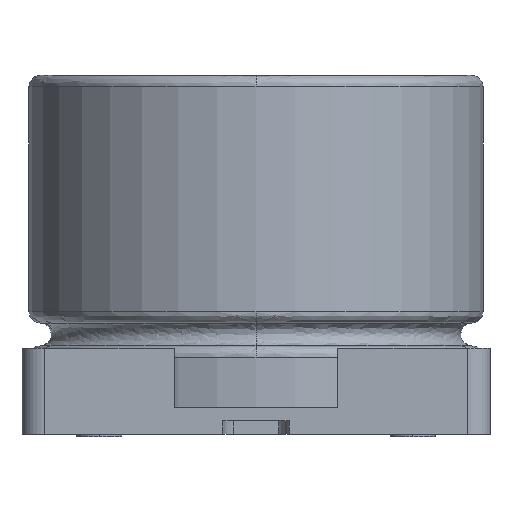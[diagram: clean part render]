
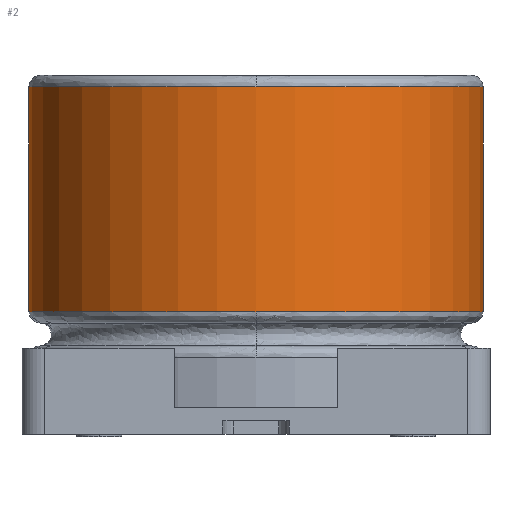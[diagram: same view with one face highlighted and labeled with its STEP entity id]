
A CAD part, left-side view. The second image highlights one B-rep face of the part: STEP entity #2.
In plain terms, the highlighted cylindrical face has radius 5 mm (diameter 10 mm), a partial arc.
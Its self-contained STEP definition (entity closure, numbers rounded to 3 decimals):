
#2 = ADVANCED_FACE ( 'NONE', ( #549 ), #1523, .T. ) ;
#14 = EDGE_CURVE ( 'NONE', #730, #1853, #2313, .T. ) ;
#203 = CARTESIAN_POINT ( 'NONE',  ( -5., 0., 2.7 ) ) ;
#215 = CARTESIAN_POINT ( 'NONE',  ( 0., -5., 7.65 ) ) ;
#266 = DIRECTION ( 'NONE',  ( 0., 1., 0. ) ) ;
#324 = ORIENTED_EDGE ( 'NONE', *, *, #3051, .T. ) ;
#344 = EDGE_CURVE ( 'NONE', #730, #3760, #2497, .T. ) ;
#517 = CIRCLE ( 'NONE', #2406, 5. ) ;
#529 = CARTESIAN_POINT ( 'NONE',  ( 0., 0., 7.65 ) ) ;
#549 = FACE_OUTER_BOUND ( 'NONE', #2750, .T. ) ;
#663 = CARTESIAN_POINT ( 'NONE',  ( 0., 5., 7.65 ) ) ;
#730 = VERTEX_POINT ( 'NONE', #215 ) ;
#772 = DIRECTION ( 'NONE',  ( 0., 0., -1. ) ) ;
#828 = DIRECTION ( 'NONE',  ( 0., 0., -1. ) ) ;
#833 = VECTOR ( 'NONE', #3620, 1000. ) ;
#844 = EDGE_CURVE ( 'NONE', #1840, #3659, #517, .T. ) ;
#848 = DIRECTION ( 'NONE',  ( 0., 0., 1. ) ) ;
#912 = AXIS2_PLACEMENT_3D ( 'NONE', #2525, #772, #2826 ) ;
#924 = AXIS2_PLACEMENT_3D ( 'NONE', #529, #828, #2931 ) ;
#1017 = ORIENTED_EDGE ( 'NONE', *, *, #1847, .T. ) ;
#1069 = DIRECTION ( 'NONE',  ( 0., 0., 1. ) ) ;
#1199 = CARTESIAN_POINT ( 'NONE',  ( 0., 5., 5.175 ) ) ;
#1266 = DIRECTION ( 'NONE',  ( 0., 0., -1. ) ) ;
#1460 = CARTESIAN_POINT ( 'NONE',  ( 0., -5., 2.7 ) ) ;
#1501 = VERTEX_POINT ( 'NONE', #663 ) ;
#1523 = CYLINDRICAL_SURFACE ( 'NONE', #3736, 5. ) ;
#1568 = CARTESIAN_POINT ( 'NONE',  ( 0., 0., 5.175 ) ) ;
#1756 = CARTESIAN_POINT ( 'NONE',  ( 0., 0., 2.7 ) ) ;
#1777 = LINE ( 'NONE', #1199, #2467 ) ;
#1840 = VERTEX_POINT ( 'NONE', #3276 ) ;
#1847 = EDGE_CURVE ( 'NONE', #1501, #1840, #1777, .T. ) ;
#1853 = VERTEX_POINT ( 'NONE', #1460 ) ;
#1912 = CIRCLE ( 'NONE', #2509, 5. ) ;
#2017 = ORIENTED_EDGE ( 'NONE', *, *, #344, .T. ) ;
#2118 = CIRCLE ( 'NONE', #912, 5. ) ;
#2300 = ORIENTED_EDGE ( 'NONE', *, *, #844, .T. ) ;
#2313 = LINE ( 'NONE', #3357, #833 ) ;
#2335 = DIRECTION ( 'NONE',  ( 0., 0., -1. ) ) ;
#2406 = AXIS2_PLACEMENT_3D ( 'NONE', #1756, #848, #3269 ) ;
#2467 = VECTOR ( 'NONE', #2335, 1000. ) ;
#2497 = CIRCLE ( 'NONE', #924, 5. ) ;
#2509 = AXIS2_PLACEMENT_3D ( 'NONE', #2840, #1069, #3156 ) ;
#2525 = CARTESIAN_POINT ( 'NONE',  ( 0., 0., 7.65 ) ) ;
#2724 = ORIENTED_EDGE ( 'NONE', *, *, #14, .F. ) ;
#2750 = EDGE_LOOP ( 'NONE', ( #2724, #2017, #3202, #1017, #2300, #324 ) ) ;
#2826 = DIRECTION ( 'NONE',  ( 0., 1., 0. ) ) ;
#2840 = CARTESIAN_POINT ( 'NONE',  ( 0., 0., 2.7 ) ) ;
#2931 = DIRECTION ( 'NONE',  ( 0., 1., 0. ) ) ;
#3051 = EDGE_CURVE ( 'NONE', #3659, #1853, #1912, .T. ) ;
#3105 = CARTESIAN_POINT ( 'NONE',  ( -5., 0., 7.65 ) ) ;
#3156 = DIRECTION ( 'NONE',  ( 0., 1., 0. ) ) ;
#3202 = ORIENTED_EDGE ( 'NONE', *, *, #3825, .T. ) ;
#3269 = DIRECTION ( 'NONE',  ( 0., 1., 0. ) ) ;
#3276 = CARTESIAN_POINT ( 'NONE',  ( 0., 5., 2.7 ) ) ;
#3357 = CARTESIAN_POINT ( 'NONE',  ( 0., -5., 5.175 ) ) ;
#3620 = DIRECTION ( 'NONE',  ( 0., 0., -1. ) ) ;
#3659 = VERTEX_POINT ( 'NONE', #203 ) ;
#3736 = AXIS2_PLACEMENT_3D ( 'NONE', #1568, #1266, #266 ) ;
#3760 = VERTEX_POINT ( 'NONE', #3105 ) ;
#3825 = EDGE_CURVE ( 'NONE', #3760, #1501, #2118, .T. ) ;
